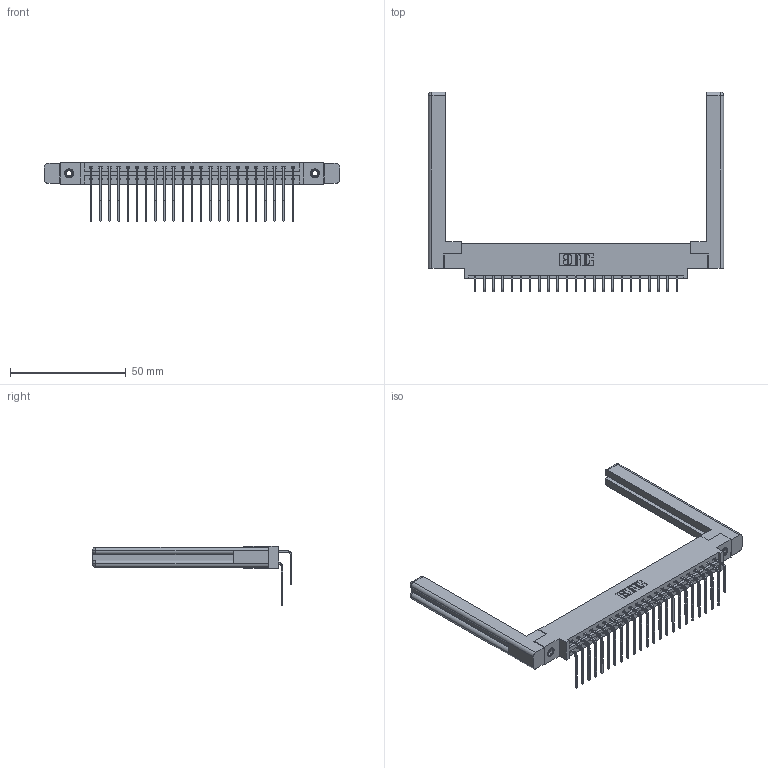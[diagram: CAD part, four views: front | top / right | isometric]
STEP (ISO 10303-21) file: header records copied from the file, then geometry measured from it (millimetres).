
FILE_DESCRIPTION (( 'STEP AP203' ), '1' );
FILE_NAME ('387-046-559-858.STEP', '2019-10-18T08:42:56', ( '' ), ( '' ), 'SwSTEP 2.0', 'SolidWorks 2016', '' );
FILE_SCHEMA (( 'CONFIG_CONTROL_DESIGN' ));
Length unit declared in the file: inch
Products named in the file (6): 307-220-058; 337 Part_0.170 Offset - 0.156 Dia-TI; 345-292-001_558 559 Tail - 1; 387-046-559-858; 345-292-001_559 Tail - 2; 345-250-001_345-250-001-102
Assembly tree (51 placements, depth 2):
  387-046-559-858
    337 Part_0.170 Offset - 0.156 Dia-TI
    345-292-001_558 559 Tail - 1  x23
    345-292-001_559 Tail - 2  x23
    345-250-001_345-250-001-102  x2
    307-220-058  x2
Bounding box: 127.76 x 86.3 x 25.53 mm (x, y, z)
Volume: 20501.9 mm3; surface area: 21405.4 mm2
Topology: 51 solids, 51 shells, 2836 faces, 8359 edges, 5498 vertices
Faces by surface type: plane 1998, cylinder 814, cone 12, torus 12
Entity records: 24840 total; most frequent: CARTESIAN_POINT 4256, ORIENTED_EDGE 4080, DIRECTION 3652, EDGE_CURVE 2040, VECTOR 1824, LINE 1824, VERTEX_POINT 1350, AXIS2_PLACEMENT_3D 914
